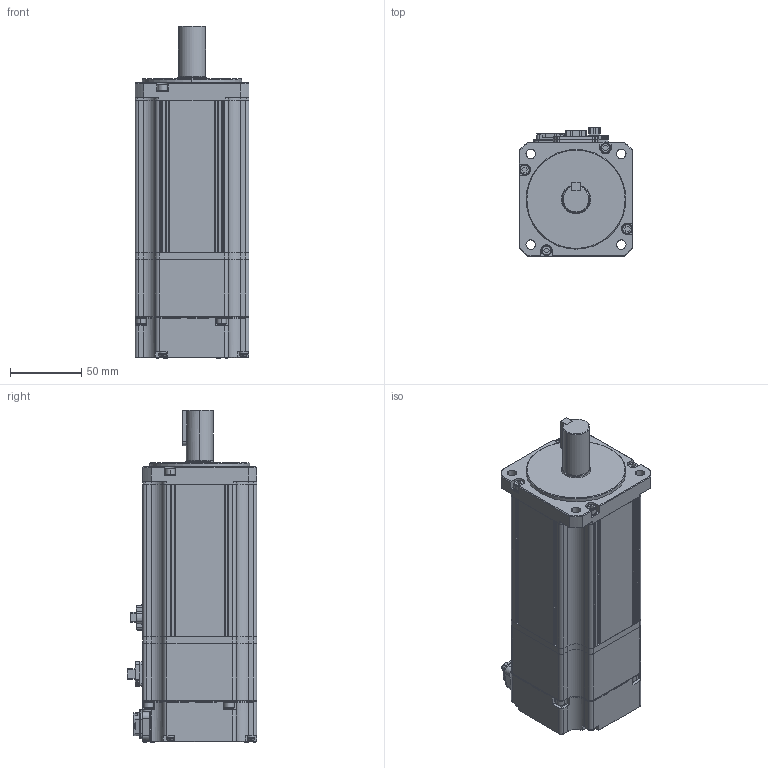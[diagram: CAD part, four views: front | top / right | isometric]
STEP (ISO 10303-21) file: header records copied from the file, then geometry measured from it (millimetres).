
FILE_DESCRIPTION (( 'STEP AP214' ), '1' );
FILE_NAME ('SLM08GA003G04_Out Line(APMC-FCL10AMK2(Ver.1.2) r1 nc fxt.STEP', '2022-02-16T23:57:28', ( '' ), ( '' ), 'SwSTEP 2.0', 'SolidWorks 2017', '' );
FILE_SCHEMA (( 'AUTOMOTIVE_DESIGN' ));
Length unit declared in the file: inch
Products named in the file (1): SLM08GA003G04_Out Line(APMC-FCL10AMK2(Ver.1.2) r1 nc fxt
Bounding box: 80 x 90.8 x 233 mm (x, y, z)
Volume: 1104916 mm3; surface area: 155263.4 mm2
Topology: 50 solids, 50 shells, 2078 faces, 5430 edges, 3545 vertices
Faces by surface type: plane 1312, cylinder 562, bspline 98, cone 89, torus 9, sphere 8
Entity records: 68137 total; most frequent: CARTESIAN_POINT 16266, ORIENTED_EDGE 10860, DIRECTION 10194, EDGE_CURVE 5430, LINE 3742, VECTOR 3742, VERTEX_POINT 3545, AXIS2_PLACEMENT_3D 3226
